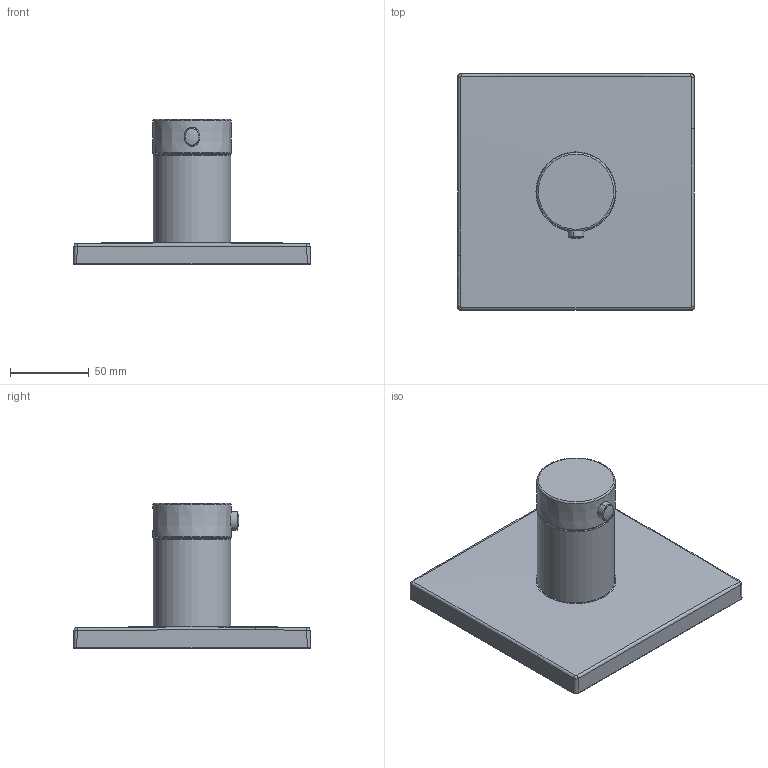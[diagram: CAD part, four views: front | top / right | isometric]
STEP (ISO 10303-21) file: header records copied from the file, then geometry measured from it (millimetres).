
FILE_DESCRIPTION (( 'STEP AP203' ), '1' );
FILE_NAME ('40569073.STEP', '2017-03-09T05:52:48', ( '' ), ( '' ), 'SwSTEP 2.0', 'SolidWorks 2016', '' );
FILE_SCHEMA (( 'CONFIG_CONTROL_DESIGN' ));
Length unit declared in the file: millimetre
Products named in the file (1): 40569073
Bounding box: 149.98 x 149.98 x 92.02 mm (x, y, z)
Volume: 455558.5 mm3; surface area: 65431.6 mm2
Topology: 1 solids, 1 shells, 44 faces, 103 edges, 66 vertices
Faces by surface type: bspline 17, cylinder 10, plane 8, torus 6, sphere 2, cone 1
Full cylindrical faces by diameter (mm): 42.79 x1, 49 x1
Entity records: 2655 total; most frequent: CARTESIAN_POINT 1789, ORIENTED_EDGE 190, DIRECTION 96, EDGE_CURVE 95, B_SPLINE_CURVE_WITH_KNOTS 66, VERTEX_POINT 64, EDGE_LOOP 55, FACE_OUTER_BOUND 50
